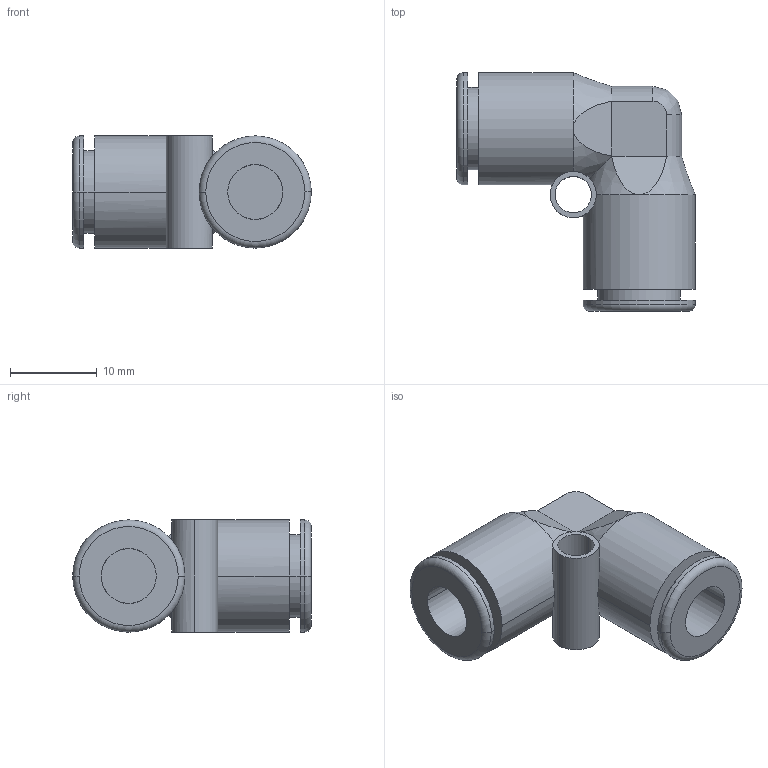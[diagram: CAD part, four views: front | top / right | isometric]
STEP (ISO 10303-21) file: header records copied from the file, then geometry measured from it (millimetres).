
FILE_DESCRIPTION((''),'2;1');
FILE_NAME('ILCP3002101','2006-11-22T',('KR'),(''),'PRO/ENGINEER BY PARAMETRIC TECHNOLOGY CORPORATION, 2005180','PRO/ENGINEER BY PARAMETRIC TECHNOLOGY CORPORATION, 2005180','');
FILE_SCHEMA(('AUTOMOTIVE_DESIGN_CC2 { 1 2 10303 214 -1 1 5 2 }'));
Length unit declared in the file: inch
Products named in the file (1): ILCP3002101
Bounding box: 27.56 x 27.56 x 12.95 mm (x, y, z)
Volume: 3346.6 mm3; surface area: 3136.7 mm2
Topology: 1 solids, 1 shells, 53 faces, 113 edges, 66 vertices
Faces by surface type: cylinder 26, plane 16, cone 6, torus 4, bspline 1
Entity records: 1811 total; most frequent: CARTESIAN_POINT 549, DIRECTION 249, ORIENTED_EDGE 226, EDGE_CURVE 113, AXIS2_PLACEMENT_3D 110, COLOUR_RGB 105, VERTEX_POINT 66, EDGE_LOOP 61
